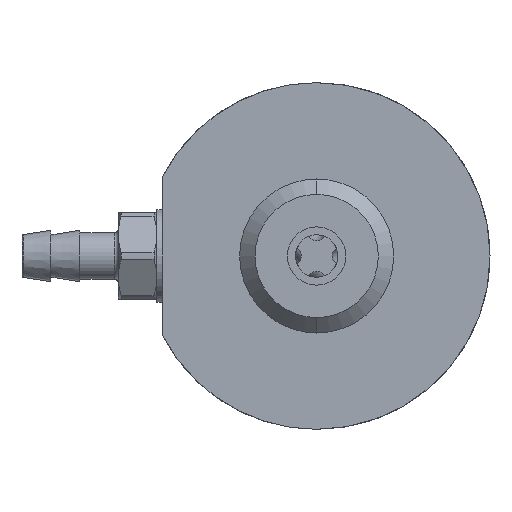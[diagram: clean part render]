
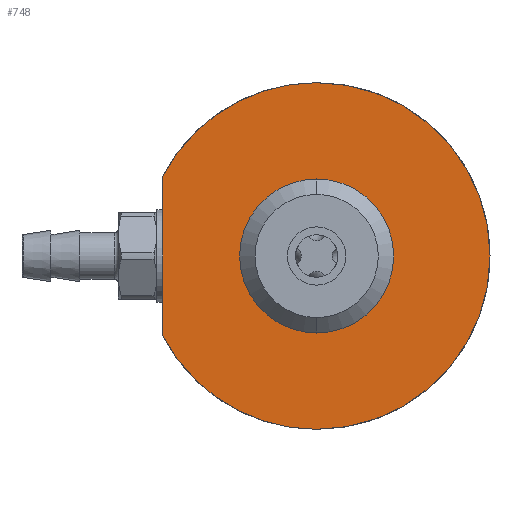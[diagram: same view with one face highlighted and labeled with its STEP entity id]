
A CAD part, front view. The second image highlights one B-rep face of the part: STEP entity #748.
In plain terms, the highlighted planar face has unit normal (0, -1, 0).
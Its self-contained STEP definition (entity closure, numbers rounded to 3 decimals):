
#748 = ADVANCED_FACE ( 'Defeature ausgef�hrt4_8', ( #15043, #1964 ), #20425, .F. ) ;
#939 = DIRECTION ( 'NONE',  ( 0., 1., 0. ) ) ;
#1387 = ORIENTED_EDGE ( 'NONE', *, *, #18310, .T. ) ;
#1486 = VERTEX_POINT ( 'NONE', #13356 ) ;
#1964 = FACE_OUTER_BOUND ( 'NONE', #33092, .T. ) ;
#2520 = DIRECTION ( 'NONE',  ( 0., 1., 0. ) ) ;
#2935 = LINE ( 'NONE', #22386, #25770 ) ;
#5281 = AXIS2_PLACEMENT_3D ( 'NONE', #37099, #939, #24398 ) ;
#5376 = AXIS2_PLACEMENT_3D ( 'NONE', #12671, #29422, #22409 ) ;
#5970 = CIRCLE ( 'NONE', #5281, 3.325 ) ;
#7747 = ORIENTED_EDGE ( 'NONE', *, *, #39883, .T. ) ;
#8523 = CARTESIAN_POINT ( 'NONE',  ( -9., -23., 0. ) ) ;
#9278 = DIRECTION ( 'NONE',  ( 0., 0., 1. ) ) ;
#10463 = CARTESIAN_POINT ( 'NONE',  ( 0., -23., -3.325 ) ) ;
#11835 = CARTESIAN_POINT ( 'NONE',  ( -8., -23., 4.123 ) ) ;
#12605 = VERTEX_POINT ( 'NONE', #11835 ) ;
#12671 = CARTESIAN_POINT ( 'NONE',  ( 0., -23., 0. ) ) ;
#13106 = CARTESIAN_POINT ( 'NONE',  ( 0., -23., 3.325 ) ) ;
#13356 = CARTESIAN_POINT ( 'NONE',  ( 0., -23., 9. ) ) ;
#14363 = DIRECTION ( 'NONE',  ( 0., 1., 0. ) ) ;
#15043 = FACE_BOUND ( 'NONE', #20471, .T. ) ;
#15183 = CARTESIAN_POINT ( 'NONE',  ( 0., -23., 0. ) ) ;
#15739 = CARTESIAN_POINT ( 'NONE',  ( -8., -23., -4.123 ) ) ;
#17618 = ORIENTED_EDGE ( 'NONE', *, *, #23938, .F. ) ;
#17919 = AXIS2_PLACEMENT_3D ( 'NONE', #19410, #39321, #29601 ) ;
#17974 = CIRCLE ( 'NONE', #38945, 9. ) ;
#18310 = EDGE_CURVE ( 'Defeature ausgef�hrt4_8+Defeature ausgef�hrt4_12+Defeature ausgef�hrt4_12+Defeature ausgef�hrt4_12', #37064, #31035, #5970, .T. ) ;
#18631 = ORIENTED_EDGE ( 'NONE', *, *, #24788, .F. ) ;
#19173 = EDGE_CURVE ( 'Defeature ausgef�hrt4_7+Defeature ausgef�hrt4_8+Defeature ausgef�hrt4_0+Defeature ausgef�hrt4_0', #1486, #36942, #30382, .T. ) ;
#19410 = CARTESIAN_POINT ( 'NONE',  ( 0., -23., 0. ) ) ;
#20425 = PLANE ( 'NONE',  #35189 ) ;
#20471 = EDGE_LOOP ( 'NONE', ( #7747, #1387 ) ) ;
#22386 = CARTESIAN_POINT ( 'NONE',  ( -8., -23., 5. ) ) ;
#22409 = DIRECTION ( 'NONE',  ( 0., 0., -1. ) ) ;
#23938 = EDGE_CURVE ( 'Defeature ausgef�hrt4_7+Defeature ausgef�hrt4_8+Defeature ausgef�hrt4_0+Defeature ausgef�hrt4_0', #36942, #27933, #24678, .T. ) ;
#24398 = DIRECTION ( 'NONE',  ( 0., 0., -1. ) ) ;
#24678 = CIRCLE ( 'NONE', #17919, 9. ) ;
#24788 = EDGE_CURVE ( 'Defeature ausgef�hrt4_7+Defeature ausgef�hrt4_8+Defeature ausgef�hrt4_0+Defeature ausgef�hrt4_0', #12605, #1486, #17974, .T. ) ;
#25758 = CIRCLE ( 'NONE', #29828, 3.325 ) ;
#25770 = VECTOR ( 'NONE', #9278, 1000. ) ;
#27916 = DIRECTION ( 'NONE',  ( 0., 0., -1. ) ) ;
#27933 = VERTEX_POINT ( 'NONE', #15739 ) ;
#28537 = DIRECTION ( 'NONE',  ( 0., 0., -1. ) ) ;
#28541 = ORIENTED_EDGE ( 'NONE', *, *, #19173, .F. ) ;
#29422 = DIRECTION ( 'NONE',  ( 0., 1., 0. ) ) ;
#29601 = DIRECTION ( 'NONE',  ( 0., 0., -1. ) ) ;
#29828 = AXIS2_PLACEMENT_3D ( 'NONE', #15183, #2520, #28537 ) ;
#30382 = CIRCLE ( 'NONE', #5376, 9. ) ;
#31035 = VERTEX_POINT ( 'NONE', #10463 ) ;
#33092 = EDGE_LOOP ( 'NONE', ( #18631, #33880, #17618, #28541 ) ) ;
#33376 = DIRECTION ( 'NONE',  ( 0., 1., 0. ) ) ;
#33766 = EDGE_CURVE ( 'Defeature ausgef�hrt4_0+Defeature ausgef�hrt4_8+Defeature ausgef�hrt4_7+Defeature ausgef�hrt4_7', #27933, #12605, #2935, .T. ) ;
#33880 = ORIENTED_EDGE ( 'NONE', *, *, #33766, .F. ) ;
#35189 = AXIS2_PLACEMENT_3D ( 'NONE', #8523, #33376, #40685 ) ;
#36942 = VERTEX_POINT ( 'NONE', #40648 ) ;
#37064 = VERTEX_POINT ( 'NONE', #13106 ) ;
#37099 = CARTESIAN_POINT ( 'NONE',  ( 0., -23., 0. ) ) ;
#37228 = CARTESIAN_POINT ( 'NONE',  ( 0., -23., 0. ) ) ;
#38945 = AXIS2_PLACEMENT_3D ( 'NONE', #37228, #14363, #27916 ) ;
#39321 = DIRECTION ( 'NONE',  ( 0., 1., 0. ) ) ;
#39883 = EDGE_CURVE ( 'Defeature ausgef�hrt4_8+Defeature ausgef�hrt4_12+Defeature ausgef�hrt4_12+Defeature ausgef�hrt4_12', #31035, #37064, #25758, .T. ) ;
#40648 = CARTESIAN_POINT ( 'NONE',  ( 0., -23., -9. ) ) ;
#40685 = DIRECTION ( 'NONE',  ( 0., 0., -1. ) ) ;
